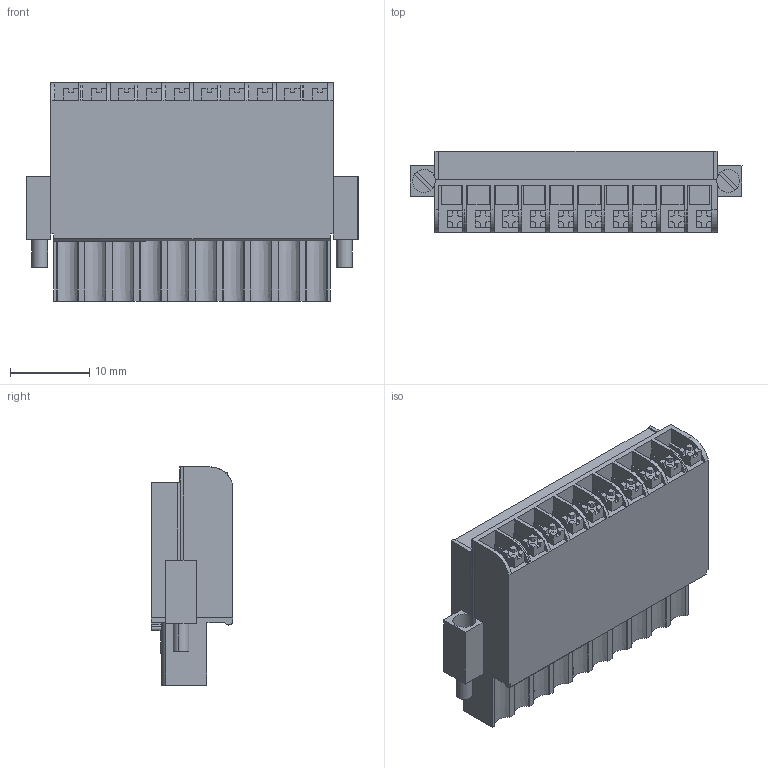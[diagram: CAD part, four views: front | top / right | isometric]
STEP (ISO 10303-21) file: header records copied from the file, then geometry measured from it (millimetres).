
FILE_DESCRIPTION(('CATIA V5R24 STEP','CAx-IF Rec.Pracs.--- Model Styling and Organization---1.2---2011-12-15'),'2;1');
FILE_NAME ('D1456004_0_1779880000_1779880000.stp','2017-10-04T08:18:05+00:00',('none'),('Weidmueller'),'CATIA Version 5-6 Release 2014 SP4 HF52','CATIA V5 STEP AP214','none');
FILE_SCHEMA(('AUTOMOTIVE_DESIGN { 1 0 10303 214 1 1 1 1 }'));
Length unit declared in the file: millimetre
Products named in the file (1): 1779880000
Bounding box: 42 x 10.3 x 27.6 mm (x, y, z)
Volume: 8024.3 mm3; surface area: 4446.5 mm2
Topology: 13 solids, 13 shells, 690 faces, 1995 edges, 1343 vertices
Faces by surface type: plane 480, cylinder 180, extrusion 30
Entity records: 22596 total; most frequent: CARTESIAN_POINT 4904, ORIENTED_EDGE 3990, DIRECTION 2819, EDGE_CURVE 1995, VECTOR 1553, LINE 1523, VERTEX_POINT 1343, AXIS2_PLACEMENT_3D 813
